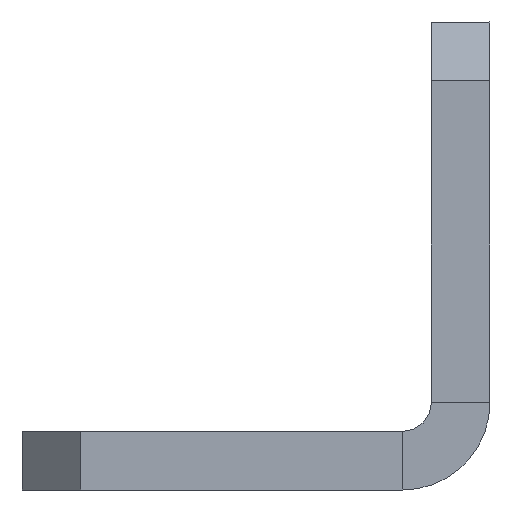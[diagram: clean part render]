
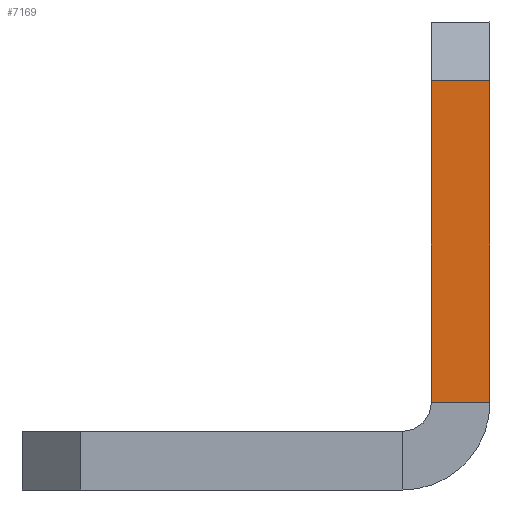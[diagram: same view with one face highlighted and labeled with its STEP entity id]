
A CAD part, left-side view. The second image highlights one B-rep face of the part: STEP entity #7169.
In plain terms, the highlighted planar face has unit normal (-1, 0, 0).
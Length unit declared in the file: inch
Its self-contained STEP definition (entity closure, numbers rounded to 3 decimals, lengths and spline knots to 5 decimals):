
#98 = ORIENTED_EDGE ( 'NONE', *, *, #5014, .T. ) ;
#99 = ORIENTED_EDGE ( 'NONE', *, *, #4870, .T. ) ;
#100 = ORIENTED_EDGE ( 'NONE', *, *, #4838, .T. ) ;
#101 = ORIENTED_EDGE ( 'NONE', *, *, #4995, .F. ) ;
#700 = VERTEX_POINT ( 'NONE', #2590 ) ;
#708 = VERTEX_POINT ( 'NONE', #2596 ) ;
#709 = VERTEX_POINT ( 'NONE', #2597 ) ;
#715 = VERTEX_POINT ( 'NONE', #2603 ) ;
#1204 = AXIS2_PLACEMENT_3D ( 'NONE', #8804, #8810, #8811 ) ;
#2590 = CARTESIAN_POINT ( 'NONE',  ( 0., 0., 0.875 ) ) ;
#2596 = CARTESIAN_POINT ( 'NONE',  ( 0., 0.125, 0.187 ) ) ;
#2597 = CARTESIAN_POINT ( 'NONE',  ( 0., 0., 0.187 ) ) ;
#2603 = CARTESIAN_POINT ( 'NONE',  ( 0., 0.125, 0.875 ) ) ;
#2970 = FACE_OUTER_BOUND ( 'NONE', #4464, .T. ) ;
#4464 = EDGE_LOOP ( 'NONE', ( #101, #100, #99, #98 ) ) ;
#4838 = EDGE_CURVE ( 'NONE', #700, #715, #6981, .T. ) ;
#4870 = EDGE_CURVE ( 'NONE', #715, #708, #7012, .T. ) ;
#4995 = EDGE_CURVE ( 'NONE', #700, #709, #7051, .T. ) ;
#5014 = EDGE_CURVE ( 'NONE', #708, #709, #7057, .T. ) ;
#6981 = LINE ( 'NONE', #11117, #6989 ) ;
#6989 = VECTOR ( 'NONE', #11112, 39.37008 ) ;
#7012 = LINE ( 'NONE', #11165, #7014 ) ;
#7014 = VECTOR ( 'NONE', #11172, 39.37008 ) ;
#7051 = LINE ( 'NONE', #9488, #7054 ) ;
#7054 = VECTOR ( 'NONE', #9489, 39.37008 ) ;
#7057 = LINE ( 'NONE', #9493, #7059 ) ;
#7059 = VECTOR ( 'NONE', #9494, 39.37008 ) ;
#7169 = ADVANCED_FACE ( 'NONE', ( #2970 ), #8808, .F. ) ;
#8804 = CARTESIAN_POINT ( 'NONE',  ( 0., 0., 0.125 ) ) ;
#8808 = PLANE ( 'NONE',  #1204 ) ;
#8810 = DIRECTION ( 'NONE',  ( 1., 0., 0. ) ) ;
#8811 = DIRECTION ( 'NONE',  ( 0., 0., -1. ) ) ;
#9488 = CARTESIAN_POINT ( 'NONE',  ( 0., 0., 0.125 ) ) ;
#9489 = DIRECTION ( 'NONE',  ( 0., 0., -1. ) ) ;
#9493 = CARTESIAN_POINT ( 'NONE',  ( 0., 0., 0.187 ) ) ;
#9494 = DIRECTION ( 'NONE',  ( 0., -1., 0. ) ) ;
#11112 = DIRECTION ( 'NONE',  ( 0., 1., 0. ) ) ;
#11117 = CARTESIAN_POINT ( 'NONE',  ( 0., 0., 0.875 ) ) ;
#11165 = CARTESIAN_POINT ( 'NONE',  ( 0., 0.125, 0.125 ) ) ;
#11172 = DIRECTION ( 'NONE',  ( 0., 0., -1. ) ) ;
